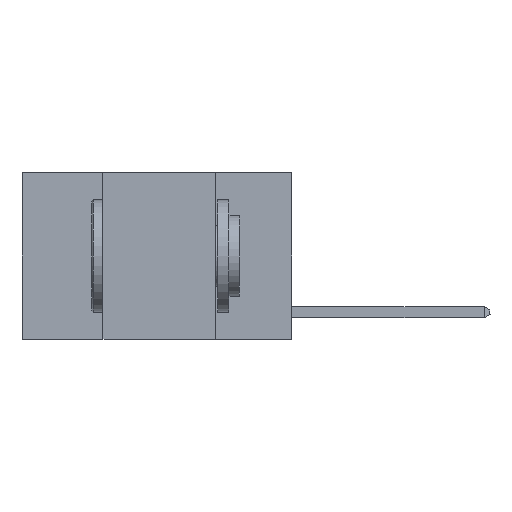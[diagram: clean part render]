
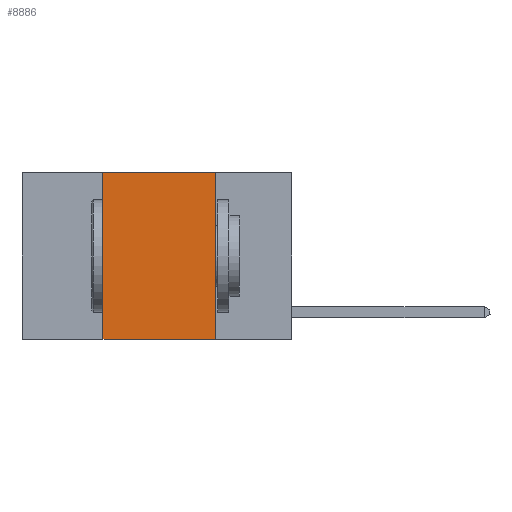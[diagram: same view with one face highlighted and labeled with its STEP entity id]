
A CAD part, left-side view. The second image highlights one B-rep face of the part: STEP entity #8886.
In plain terms, the highlighted planar face has unit normal (-1, 0, 0).
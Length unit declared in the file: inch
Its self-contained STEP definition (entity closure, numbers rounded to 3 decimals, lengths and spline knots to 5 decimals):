
#1049 = LINE ( 'NONE', #2726, #7798 ) ;
#1125 = LINE ( 'NONE', #6773, #7620 ) ;
#1316 = DIRECTION ( 'NONE',  ( 0., -1., 0. ) ) ;
#1461 = CARTESIAN_POINT ( 'NONE',  ( 0., 0.6, 0. ) ) ;
#1473 = EDGE_CURVE ( 'NONE', #7792, #4985, #3118, .T. ) ;
#1525 = DIRECTION ( 'NONE',  ( 1., 0., 0. ) ) ;
#1622 = ORIENTED_EDGE ( 'NONE', *, *, #8449, .F. ) ;
#1895 = ORIENTED_EDGE ( 'NONE', *, *, #2638, .F. ) ;
#2199 = VERTEX_POINT ( 'NONE', #3504 ) ;
#2441 = CARTESIAN_POINT ( 'NONE',  ( 0., 0.42, -0.37 ) ) ;
#2638 = EDGE_CURVE ( 'NONE', #6498, #2199, #3212, .T. ) ;
#2726 = CARTESIAN_POINT ( 'NONE',  ( 0., 0.42, 0. ) ) ;
#2769 = CARTESIAN_POINT ( 'NONE',  ( 0., 0.42, 0. ) ) ;
#3118 = LINE ( 'NONE', #6105, #8747 ) ;
#3197 = AXIS2_PLACEMENT_3D ( 'NONE', #1461, #1525, #8751 ) ;
#3212 = LINE ( 'NONE', #4182, #9608 ) ;
#3504 = CARTESIAN_POINT ( 'NONE',  ( 0., 0.17, 0. ) ) ;
#3555 = DIRECTION ( 'NONE',  ( 0., 0., -1. ) ) ;
#4182 = CARTESIAN_POINT ( 'NONE',  ( 0., 0.6, 0. ) ) ;
#4548 = ORIENTED_EDGE ( 'NONE', *, *, #1473, .T. ) ;
#4985 = VERTEX_POINT ( 'NONE', #6004 ) ;
#5547 = EDGE_CURVE ( 'NONE', #7792, #6498, #1049, .T. ) ;
#6004 = CARTESIAN_POINT ( 'NONE',  ( 0., 0.17, -0.37 ) ) ;
#6105 = CARTESIAN_POINT ( 'NONE',  ( 0., 0.6, -0.37 ) ) ;
#6274 = PLANE ( 'NONE',  #3197 ) ;
#6498 = VERTEX_POINT ( 'NONE', #2769 ) ;
#6756 = DIRECTION ( 'NONE',  ( 0., 0., 1. ) ) ;
#6773 = CARTESIAN_POINT ( 'NONE',  ( 0., 0.17, 0. ) ) ;
#7620 = VECTOR ( 'NONE', #3555, 39.37008 ) ;
#7792 = VERTEX_POINT ( 'NONE', #2441 ) ;
#7798 = VECTOR ( 'NONE', #6756, 39.37008 ) ;
#8196 = EDGE_LOOP ( 'NONE', ( #1622, #1895, #9092, #4548 ) ) ;
#8449 = EDGE_CURVE ( 'NONE', #2199, #4985, #1125, .T. ) ;
#8747 = VECTOR ( 'NONE', #1316, 39.37008 ) ;
#8751 = DIRECTION ( 'NONE',  ( 0., 0., -1. ) ) ;
#8886 = ADVANCED_FACE ( 'NONE', ( #9592 ), #6274, .F. ) ;
#9092 = ORIENTED_EDGE ( 'NONE', *, *, #5547, .F. ) ;
#9592 = FACE_OUTER_BOUND ( 'NONE', #8196, .T. ) ;
#9608 = VECTOR ( 'NONE', #9767, 39.37008 ) ;
#9767 = DIRECTION ( 'NONE',  ( 0., -1., 0. ) ) ;
